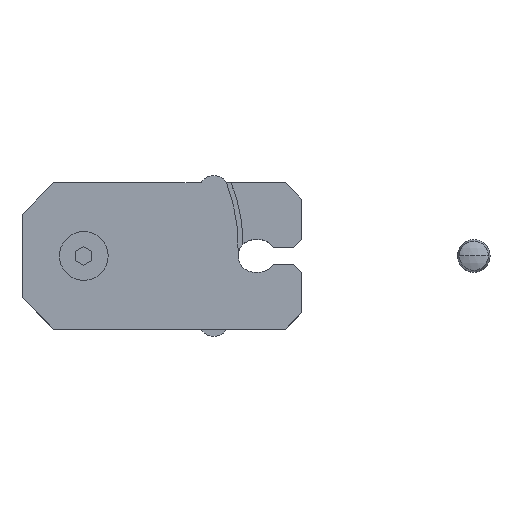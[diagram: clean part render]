
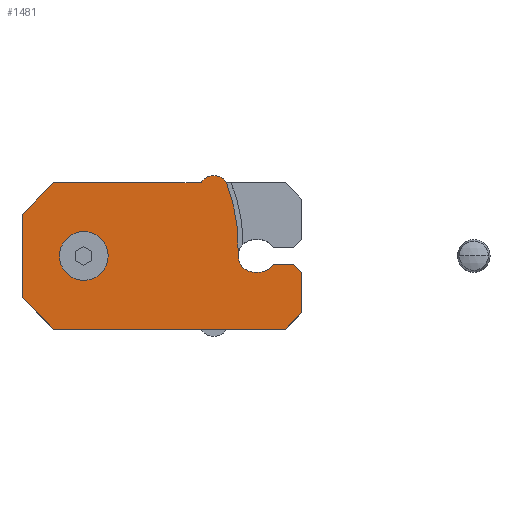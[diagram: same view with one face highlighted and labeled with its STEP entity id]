
A CAD part, top view. The second image highlights one B-rep face of the part: STEP entity #1481.
In plain terms, the highlighted planar face has unit normal (0, 0, 1).
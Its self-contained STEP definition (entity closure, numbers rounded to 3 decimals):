
#7 = LINE ( 'NONE', #3696, #1368 ) ;
#43 = VERTEX_POINT ( 'NONE', #2440 ) ;
#55 = DIRECTION ( 'NONE',  ( 1., 0., 0. ) ) ;
#57 = EDGE_CURVE ( 'NONE', #1247, #3002, #1739, .T. ) ;
#108 = EDGE_CURVE ( 'NONE', #43, #1423, #2449, .T. ) ;
#197 = LINE ( 'NONE', #3369, #1656 ) ;
#302 = DIRECTION ( 'NONE',  ( -0.707, 0.707, 0. ) ) ;
#443 = EDGE_CURVE ( 'NONE', #1423, #1247, #7, .T. ) ;
#450 = CARTESIAN_POINT ( 'NONE',  ( -19., 12.85, 30. ) ) ;
#457 = ORIENTED_EDGE ( 'NONE', *, *, #57, .T. ) ;
#495 = AXIS2_PLACEMENT_3D ( 'NONE', #1136, #3158, #1448 ) ;
#497 = VECTOR ( 'NONE', #2916, 1000. ) ;
#532 = CARTESIAN_POINT ( 'NONE',  ( -9.35, 22.5, 30. ) ) ;
#534 = CARTESIAN_POINT ( 'NONE',  ( 7.5, 0., 30. ) ) ;
#556 = PLANE ( 'NONE',  #495 ) ;
#600 = DIRECTION ( 'NONE',  ( -1., 0., 0. ) ) ;
#645 = ORIENTED_EDGE ( 'NONE', *, *, #831, .T. ) ;
#672 = DIRECTION ( 'NONE',  ( 0.707, -0.707, 0. ) ) ;
#685 = ORIENTED_EDGE ( 'NONE', *, *, #2182, .T. ) ;
#691 = AXIS2_PLACEMENT_3D ( 'NONE', #1259, #3281, #1575 ) ;
#692 = CARTESIAN_POINT ( 'NONE',  ( 40., 20.25, 30. ) ) ;
#732 = ORIENTED_EDGE ( 'NONE', *, *, #2008, .T. ) ;
#761 = LINE ( 'NONE', #2609, #1443 ) ;
#770 = EDGE_CURVE ( 'NONE', #3655, #2154, #3677, .T. ) ;
#804 = CARTESIAN_POINT ( 'NONE',  ( -9.35, 22.5, 30. ) ) ;
#816 = DIRECTION ( 'NONE',  ( -0.707, -0.707, 0. ) ) ;
#824 = ORIENTED_EDGE ( 'NONE', *, *, #2971, .T. ) ;
#831 = EDGE_CURVE ( 'NONE', #3328, #43, #3505, .T. ) ;
#855 = VERTEX_POINT ( 'NONE', #1820 ) ;
#889 = CARTESIAN_POINT ( 'NONE',  ( -6.42, 2.95, 30. ) ) ;
#894 = VERTEX_POINT ( 'NONE', #2126 ) ;
#914 = VECTOR ( 'NONE', #1143, 1000. ) ;
#966 = DIRECTION ( 'NONE',  ( 1., 0., 0. ) ) ;
#1136 = CARTESIAN_POINT ( 'NONE',  ( 52.48, 0., 30. ) ) ;
#1143 = DIRECTION ( 'NONE',  ( 1., 0., 0. ) ) ;
#1155 = CARTESIAN_POINT ( 'NONE',  ( -9.35, -22.5, 30. ) ) ;
#1164 = DIRECTION ( 'NONE',  ( 1., 0., 0. ) ) ;
#1198 = CARTESIAN_POINT ( 'NONE',  ( 53.98, 0., 30. ) ) ;
#1225 = VECTOR ( 'NONE', #1604, 1000. ) ;
#1247 = VERTEX_POINT ( 'NONE', #3140 ) ;
#1259 = CARTESIAN_POINT ( 'NONE',  ( 0., 0., 30. ) ) ;
#1325 = VECTOR ( 'NONE', #816, 1000. ) ;
#1368 = VECTOR ( 'NONE', #1799, 1000. ) ;
#1378 = ORIENTED_EDGE ( 'NONE', *, *, #443, .T. ) ;
#1387 = VERTEX_POINT ( 'NONE', #534 ) ;
#1423 = VERTEX_POINT ( 'NONE', #3413 ) ;
#1443 = VECTOR ( 'NONE', #302, 1000. ) ;
#1448 = DIRECTION ( 'NONE',  ( 1., 0., 0. ) ) ;
#1480 = DIRECTION ( 'NONE',  ( 0., 0., -1. ) ) ;
#1481 = ADVANCED_FACE ( 'NONE', ( #3657, #2827 ), #556, .T. ) ;
#1508 = DIRECTION ( 'NONE',  ( 1., 0., 0. ) ) ;
#1575 = DIRECTION ( 'NONE',  ( 1., 0., 0. ) ) ;
#1604 = DIRECTION ( 'NONE',  ( 0., -1., 0. ) ) ;
#1606 = AXIS2_PLACEMENT_3D ( 'NONE', #3194, #1480, #3473 ) ;
#1640 = DIRECTION ( 'NONE',  ( -1., 0., 0. ) ) ;
#1656 = VECTOR ( 'NONE', #1640, 1000. ) ;
#1661 = EDGE_CURVE ( 'NONE', #1702, #3036, #2914, .T. ) ;
#1678 = CARTESIAN_POINT ( 'NONE',  ( 52.48, 0., 30. ) ) ;
#1702 = VERTEX_POINT ( 'NONE', #2411 ) ;
#1725 = ORIENTED_EDGE ( 'NONE', *, *, #3594, .T. ) ;
#1733 = ORIENTED_EDGE ( 'NONE', *, *, #2752, .T. ) ;
#1735 = CIRCLE ( 'NONE', #1895, 5. ) ;
#1736 = AXIS2_PLACEMENT_3D ( 'NONE', #889, #2913, #1164 ) ;
#1739 = LINE ( 'NONE', #2064, #3256 ) ;
#1771 = CARTESIAN_POINT ( 'NONE',  ( 58.31, -2.5, 30. ) ) ;
#1773 = CARTESIAN_POINT ( 'NONE',  ( 36.1, 22.5, 30. ) ) ;
#1799 = DIRECTION ( 'NONE',  ( 0.707, 0.707, 0. ) ) ;
#1800 = DIRECTION ( 'NONE',  ( 0., 0., -1. ) ) ;
#1813 = EDGE_LOOP ( 'NONE', ( #1961, #824 ) ) ;
#1815 = EDGE_CURVE ( 'NONE', #855, #3328, #3431, .T. ) ;
#1820 = CARTESIAN_POINT ( 'NONE',  ( -19., 12.85, 30. ) ) ;
#1835 = CARTESIAN_POINT ( 'NONE',  ( 52.48, -5., 30. ) ) ;
#1895 = AXIS2_PLACEMENT_3D ( 'NONE', #1678, #3659, #1979 ) ;
#1905 = CARTESIAN_POINT ( 'NONE',  ( 36.1, 22.5, 30. ) ) ;
#1929 = VERTEX_POINT ( 'NONE', #2522 ) ;
#1934 = VERTEX_POINT ( 'NONE', #804 ) ;
#1950 = CARTESIAN_POINT ( 'NONE',  ( 53.98, -5., 30. ) ) ;
#1961 = ORIENTED_EDGE ( 'NONE', *, *, #2885, .T. ) ;
#1979 = DIRECTION ( 'NONE',  ( 1., 0., 0. ) ) ;
#2008 = EDGE_CURVE ( 'NONE', #1934, #855, #3610, .T. ) ;
#2054 = CARTESIAN_POINT ( 'NONE',  ( 53.98, -5., 30. ) ) ;
#2064 = CARTESIAN_POINT ( 'NONE',  ( 67., -17.5, 30. ) ) ;
#2091 = DIRECTION ( 'NONE',  ( 0., 1., 0. ) ) ;
#2115 = CARTESIAN_POINT ( 'NONE',  ( -19., -12.85, 30. ) ) ;
#2121 = VECTOR ( 'NONE', #600, 1000. ) ;
#2126 = CARTESIAN_POINT ( 'NONE',  ( -7.5, 0., 30. ) ) ;
#2154 = VERTEX_POINT ( 'NONE', #1950 ) ;
#2176 = ORIENTED_EDGE ( 'NONE', *, *, #1661, .T. ) ;
#2182 = EDGE_CURVE ( 'NONE', #2611, #3155, #1735, .T. ) ;
#2183 = AXIS2_PLACEMENT_3D ( 'NONE', #692, #2697, #966 ) ;
#2246 = ORIENTED_EDGE ( 'NONE', *, *, #3574, .T. ) ;
#2292 = ORIENTED_EDGE ( 'NONE', *, *, #2770, .T. ) ;
#2331 = VERTEX_POINT ( 'NONE', #3692 ) ;
#2411 = CARTESIAN_POINT ( 'NONE',  ( 43.9, 22.5, 30. ) ) ;
#2440 = CARTESIAN_POINT ( 'NONE',  ( -9.35, -22.5, 30. ) ) ;
#2449 = LINE ( 'NONE', #1155, #914 ) ;
#2483 = CARTESIAN_POINT ( 'NONE',  ( 47.48, 0., 30. ) ) ;
#2487 = CIRCLE ( 'NONE', #691, 7.5 ) ;
#2522 = CARTESIAN_POINT ( 'NONE',  ( 47.511, 0.559, 30. ) ) ;
#2550 = AXIS2_PLACEMENT_3D ( 'NONE', #3496, #1800, #55 ) ;
#2609 = CARTESIAN_POINT ( 'NONE',  ( 67., -5., 30. ) ) ;
#2611 = VERTEX_POINT ( 'NONE', #1835 ) ;
#2662 = VECTOR ( 'NONE', #672, 1000. ) ;
#2697 = DIRECTION ( 'NONE',  ( 0., 0., 1. ) ) ;
#2752 = EDGE_CURVE ( 'NONE', #3155, #1929, #2796, .T. ) ;
#2770 = EDGE_CURVE ( 'NONE', #3036, #1934, #3547, .T. ) ;
#2796 = CIRCLE ( 'NONE', #1606, 5. ) ;
#2827 = FACE_OUTER_BOUND ( 'NONE', #3540, .T. ) ;
#2869 = LINE ( 'NONE', #2054, #2121 ) ;
#2885 = EDGE_CURVE ( 'NONE', #1387, #894, #3368, .T. ) ;
#2913 = DIRECTION ( 'NONE',  ( 0., 0., 1. ) ) ;
#2914 = CIRCLE ( 'NONE', #2183, 4.503 ) ;
#2916 = DIRECTION ( 'NONE',  ( -1., 0., 0. ) ) ;
#2959 = ORIENTED_EDGE ( 'NONE', *, *, #770, .T. ) ;
#2971 = EDGE_CURVE ( 'NONE', #894, #1387, #2487, .T. ) ;
#2980 = CIRCLE ( 'NONE', #1736, 53.984 ) ;
#2984 = ORIENTED_EDGE ( 'NONE', *, *, #1815, .T. ) ;
#3002 = VERTEX_POINT ( 'NONE', #3588 ) ;
#3036 = VERTEX_POINT ( 'NONE', #1905 ) ;
#3140 = CARTESIAN_POINT ( 'NONE',  ( 67., -17.5, 30. ) ) ;
#3155 = VERTEX_POINT ( 'NONE', #2483 ) ;
#3158 = DIRECTION ( 'NONE',  ( 0., 0., 1. ) ) ;
#3175 = CARTESIAN_POINT ( 'NONE',  ( -19., -12.85, 30. ) ) ;
#3194 = CARTESIAN_POINT ( 'NONE',  ( 52.48, 0., 30. ) ) ;
#3220 = EDGE_CURVE ( 'NONE', #2331, #3655, #197, .T. ) ;
#3226 = DIRECTION ( 'NONE',  ( 0., 0., -1. ) ) ;
#3254 = ORIENTED_EDGE ( 'NONE', *, *, #3339, .T. ) ;
#3255 = ORIENTED_EDGE ( 'NONE', *, *, #3220, .T. ) ;
#3256 = VECTOR ( 'NONE', #2091, 1000. ) ;
#3281 = DIRECTION ( 'NONE',  ( 0., 0., -1. ) ) ;
#3328 = VERTEX_POINT ( 'NONE', #3175 ) ;
#3333 = ORIENTED_EDGE ( 'NONE', *, *, #108, .T. ) ;
#3339 = EDGE_CURVE ( 'NONE', #2154, #2611, #2869, .T. ) ;
#3368 = CIRCLE ( 'NONE', #2550, 7.5 ) ;
#3369 = CARTESIAN_POINT ( 'NONE',  ( 64.5, -2.5, 30. ) ) ;
#3413 = CARTESIAN_POINT ( 'NONE',  ( 62., -22.5, 30. ) ) ;
#3431 = LINE ( 'NONE', #450, #1225 ) ;
#3473 = DIRECTION ( 'NONE',  ( 1., 0., 0. ) ) ;
#3496 = CARTESIAN_POINT ( 'NONE',  ( 0., 0., 30. ) ) ;
#3505 = LINE ( 'NONE', #2115, #2662 ) ;
#3540 = EDGE_LOOP ( 'NONE', ( #685, #1733, #2246, #2176, #2292, #732, #2984, #645, #3333, #1378, #457, #1725, #3255, #2959, #3254 ) ) ;
#3547 = LINE ( 'NONE', #1773, #497 ) ;
#3574 = EDGE_CURVE ( 'NONE', #1929, #1702, #2980, .T. ) ;
#3579 = AXIS2_PLACEMENT_3D ( 'NONE', #1198, #3226, #1508 ) ;
#3588 = CARTESIAN_POINT ( 'NONE',  ( 67., -5., 30. ) ) ;
#3594 = EDGE_CURVE ( 'NONE', #3002, #2331, #761, .T. ) ;
#3610 = LINE ( 'NONE', #532, #1325 ) ;
#3655 = VERTEX_POINT ( 'NONE', #1771 ) ;
#3657 = FACE_BOUND ( 'NONE', #1813, .T. ) ;
#3659 = DIRECTION ( 'NONE',  ( 0., 0., -1. ) ) ;
#3677 = CIRCLE ( 'NONE', #3579, 5. ) ;
#3692 = CARTESIAN_POINT ( 'NONE',  ( 64.5, -2.5, 30. ) ) ;
#3696 = CARTESIAN_POINT ( 'NONE',  ( 62., -22.5, 30. ) ) ;
